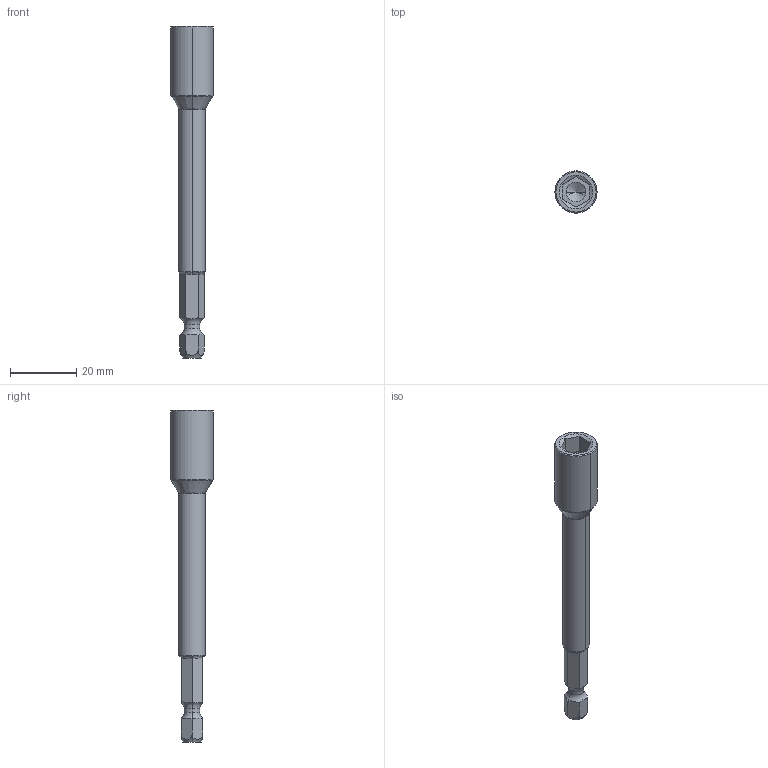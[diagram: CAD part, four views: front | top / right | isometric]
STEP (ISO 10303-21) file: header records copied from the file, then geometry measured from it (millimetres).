
FILE_DESCRIPTION((''),'2;1');
FILE_NAME('4027100208','2024-01-02T10:58:37',('a00565553'),(''),'CREO PARAMETRIC BY PTC INC, 2022414','CREO PARAMETRIC BY PTC INC, 2022414','');
FILE_SCHEMA(('CONFIG_CONTROL_DESIGN','GEOMETRIC_VALIDATION_PROPERTIES_MIM'));
Length unit declared in the file: millimetre
Products named in the file (1): 4027100208
Bounding box: 12.7 x 12.7 x 100 mm (x, y, z)
Volume: 5779.5 mm3; surface area: 3197.9 mm2
Topology: 1 solids, 1 shells, 67 faces, 164 edges, 99 vertices
Faces by surface type: plane 21, torus 14, cylinder 14, cone 10, bspline 8
Entity records: 2957 total; most frequent: CARTESIAN_POINT 1359, ORIENTED_EDGE 324, DIRECTION 294, EDGE_CURVE 162, AXIS2_PLACEMENT_3D 123, VERTEX_POINT 99, EDGE_LOOP 69, FACE_OUTER_BOUND 67
